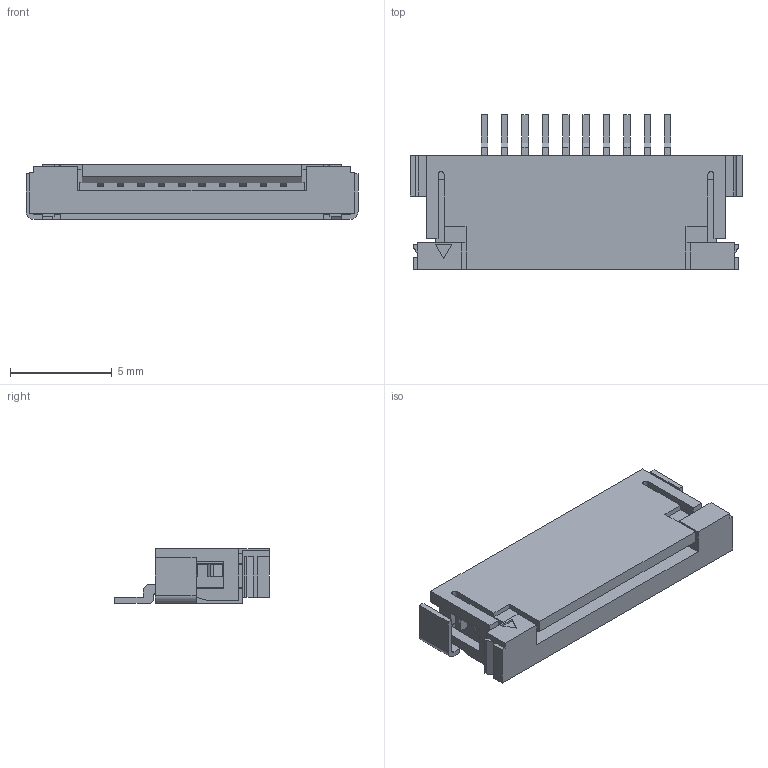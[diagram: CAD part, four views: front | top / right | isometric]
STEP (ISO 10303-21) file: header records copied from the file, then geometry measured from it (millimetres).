
FILE_DESCRIPTION(/* description */ (''),/* implementation_level */ '2;1');
FILE_NAME(/* name */ '522071060wbm000_01_214.stp',/* time_stamp */ '2022-10-21T14:34:27+08:00',/* author */ (''),/* organization */ (''),/* preprocessor_version */ 'ST-DEVELOPER v16.7',/* originating_system */ 'SIEMENS PLM Software NX 1919',/* authorisation */ '');
FILE_SCHEMA (('AUTOMOTIVE_DESIGN { 1 0 10303 214 3 1 1 1 }'));
Length unit declared in the file: millimetre
Products named in the file (1): 522071060wbm000_01
Bounding box: 16.3 x 7.6 x 2.7 mm (x, y, z)
Volume: 191.2 mm3; surface area: 552.2 mm2
Topology: 1 solids, 1 shells, 388 faces, 1167 edges, 772 vertices
Faces by surface type: plane 344, cylinder 44
Entity records: 12987 total; most frequent: ORIENTED_EDGE 2334, CARTESIAN_POINT 2328, DIRECTION 2037, EDGE_CURVE 1167, LINE 1075, VECTOR 1075, VERTEX_POINT 772, AXIS2_PLACEMENT_3D 481
